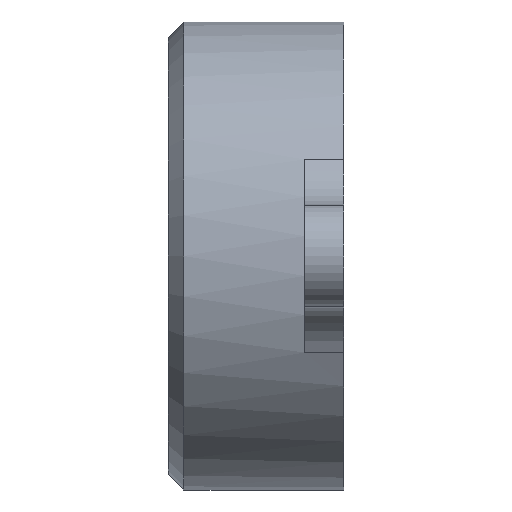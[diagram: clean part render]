
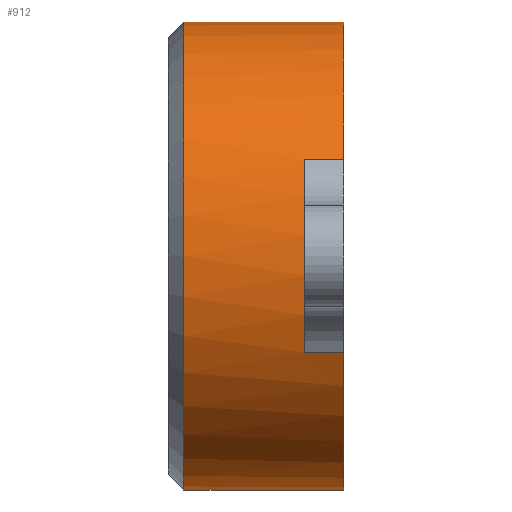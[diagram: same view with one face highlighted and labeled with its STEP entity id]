
A CAD part, left-side view. The second image highlights one B-rep face of the part: STEP entity #912.
In plain terms, the highlighted cylindrical face has radius 19.05 mm (diameter 38.1 mm), a partial arc.
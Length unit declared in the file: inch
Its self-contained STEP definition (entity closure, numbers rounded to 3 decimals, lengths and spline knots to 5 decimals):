
#46 = CARTESIAN_POINT ( 'NONE',  ( 0., -0.05, -0.75 ) ) ;
#50 = DIRECTION ( 'NONE',  ( 0., 0., -1. ) ) ;
#69 = ORIENTED_EDGE ( 'NONE', *, *, #801, .T. ) ;
#77 = DIRECTION ( 'NONE',  ( 0., -1., 0. ) ) ;
#79 = EDGE_CURVE ( 'NONE', #761, #725, #529, .T. ) ;
#87 = CIRCLE ( 'NONE', #321, 0.75 ) ;
#101 = VERTEX_POINT ( 'NONE', #234 ) ;
#109 = LINE ( 'NONE', #534, #709 ) ;
#127 = EDGE_CURVE ( 'NONE', #513, #101, #545, .T. ) ;
#129 = AXIS2_PLACEMENT_3D ( 'NONE', #593, #478, #308 ) ;
#134 = DIRECTION ( 'NONE',  ( 0., -1., 0. ) ) ;
#169 = ORIENTED_EDGE ( 'NONE', *, *, #79, .F. ) ;
#181 = DIRECTION ( 'NONE',  ( 0., 1., 0. ) ) ;
#201 = DIRECTION ( 'NONE',  ( 0., -1., 0. ) ) ;
#234 = CARTESIAN_POINT ( 'NONE',  ( -0.68322, -0.5625, 0.30938 ) ) ;
#237 = DIRECTION ( 'NONE',  ( 0., 1., 0. ) ) ;
#250 = CARTESIAN_POINT ( 'NONE',  ( -0.68322, -0.4375, -0.30938 ) ) ;
#274 = CARTESIAN_POINT ( 'NONE',  ( -0.68322, -0.0625, 0.30938 ) ) ;
#275 = VECTOR ( 'NONE', #201, 39.37008 ) ;
#285 = VERTEX_POINT ( 'NONE', #592 ) ;
#306 = VECTOR ( 'NONE', #610, 39.37008 ) ;
#308 = DIRECTION ( 'NONE',  ( 0., 0., -1. ) ) ;
#321 = AXIS2_PLACEMENT_3D ( 'NONE', #691, #77, #642 ) ;
#322 = VECTOR ( 'NONE', #181, 39.37008 ) ;
#325 = CARTESIAN_POINT ( 'NONE',  ( 0., -0.0625, 0.75 ) ) ;
#345 = LINE ( 'NONE', #274, #275 ) ;
#358 = DIRECTION ( 'NONE',  ( 0., 0., -1. ) ) ;
#383 = EDGE_CURVE ( 'NONE', #637, #900, #872, .T. ) ;
#386 = FACE_OUTER_BOUND ( 'NONE', #608, .T. ) ;
#395 = LINE ( 'NONE', #683, #322 ) ;
#438 = CARTESIAN_POINT ( 'NONE',  ( 0., -0.5625, -0.75 ) ) ;
#449 = ORIENTED_EDGE ( 'NONE', *, *, #383, .F. ) ;
#450 = VERTEX_POINT ( 'NONE', #46 ) ;
#458 = ORIENTED_EDGE ( 'NONE', *, *, #127, .F. ) ;
#466 = EDGE_CURVE ( 'NONE', #513, #285, #670, .T. ) ;
#472 = CYLINDRICAL_SURFACE ( 'NONE', #723, 0.75 ) ;
#474 = DIRECTION ( 'NONE',  ( 0., -1., 0. ) ) ;
#478 = DIRECTION ( 'NONE',  ( 0., -1., 0. ) ) ;
#484 = AXIS2_PLACEMENT_3D ( 'NONE', #767, #134, #358 ) ;
#488 = CARTESIAN_POINT ( 'NONE',  ( -0.68322, -0.4375, 0.30938 ) ) ;
#513 = VERTEX_POINT ( 'NONE', #701 ) ;
#526 = ORIENTED_EDGE ( 'NONE', *, *, #605, .T. ) ;
#529 = CIRCLE ( 'NONE', #129, 0.75 ) ;
#534 = CARTESIAN_POINT ( 'NONE',  ( 0., -0.0625, -0.75 ) ) ;
#539 = CARTESIAN_POINT ( 'NONE',  ( 0., -0.4375, 0. ) ) ;
#541 = ORIENTED_EDGE ( 'NONE', *, *, #466, .T. ) ;
#545 = CIRCLE ( 'NONE', #484, 0.75 ) ;
#592 = CARTESIAN_POINT ( 'NONE',  ( 0., -0.05, 0.75 ) ) ;
#593 = CARTESIAN_POINT ( 'NONE',  ( 0., -0.5625, 0. ) ) ;
#605 = EDGE_CURVE ( 'NONE', #285, #450, #87, .T. ) ;
#608 = EDGE_LOOP ( 'NONE', ( #649, #169, #69, #449, #708, #458, #541, #526 ) ) ;
#610 = DIRECTION ( 'NONE',  ( 0., 1., 0. ) ) ;
#635 = EDGE_CURVE ( 'NONE', #637, #101, #345, .T. ) ;
#637 = VERTEX_POINT ( 'NONE', #488 ) ;
#642 = DIRECTION ( 'NONE',  ( 0., 0., 1. ) ) ;
#649 = ORIENTED_EDGE ( 'NONE', *, *, #839, .F. ) ;
#664 = AXIS2_PLACEMENT_3D ( 'NONE', #539, #474, #50 ) ;
#670 = LINE ( 'NONE', #325, #306 ) ;
#673 = DIRECTION ( 'NONE',  ( 0., 0., 1. ) ) ;
#683 = CARTESIAN_POINT ( 'NONE',  ( -0.68322, -0.0625, -0.30938 ) ) ;
#686 = DIRECTION ( 'NONE',  ( 0., 1., 0. ) ) ;
#691 = CARTESIAN_POINT ( 'NONE',  ( 0., -0.05, 0. ) ) ;
#701 = CARTESIAN_POINT ( 'NONE',  ( 0., -0.5625, 0.75 ) ) ;
#708 = ORIENTED_EDGE ( 'NONE', *, *, #635, .T. ) ;
#709 = VECTOR ( 'NONE', #237, 39.37008 ) ;
#723 = AXIS2_PLACEMENT_3D ( 'NONE', #756, #686, #673 ) ;
#725 = VERTEX_POINT ( 'NONE', #438 ) ;
#756 = CARTESIAN_POINT ( 'NONE',  ( 0., -0.0625, 0. ) ) ;
#761 = VERTEX_POINT ( 'NONE', #802 ) ;
#767 = CARTESIAN_POINT ( 'NONE',  ( 0., -0.5625, 0. ) ) ;
#801 = EDGE_CURVE ( 'NONE', #761, #900, #395, .T. ) ;
#802 = CARTESIAN_POINT ( 'NONE',  ( -0.68322, -0.5625, -0.30938 ) ) ;
#839 = EDGE_CURVE ( 'NONE', #725, #450, #109, .T. ) ;
#872 = CIRCLE ( 'NONE', #664, 0.75 ) ;
#900 = VERTEX_POINT ( 'NONE', #250 ) ;
#912 = ADVANCED_FACE ( 'NONE', ( #386 ), #472, .T. ) ;
